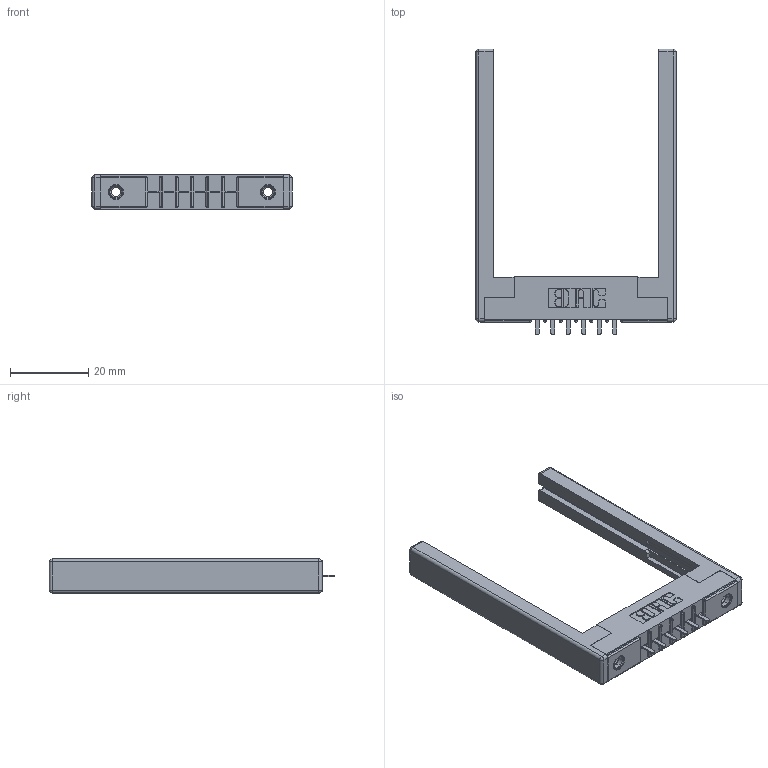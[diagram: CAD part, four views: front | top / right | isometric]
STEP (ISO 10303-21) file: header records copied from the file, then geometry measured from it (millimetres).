
FILE_DESCRIPTION (( 'STEP AP203' ), '1' );
FILE_NAME ('306-006-521-168.STEP', '2019-09-11T18:51:52', ( '' ), ( '' ), 'SwSTEP 2.0', 'SolidWorks 2016', '' );
FILE_SCHEMA (( 'CONFIG_CONTROL_DESIGN' ));
Length unit declared in the file: inch
Products named in the file (5): 306-006-521-168; 307-220-068; 306-290-001_121; 345-250-001_345-250-001-102; 306 Part_.156 Dia
Assembly tree (11 placements, depth 2):
  306-006-521-168
    306 Part_.156 Dia
    306-290-001_121  x6
    345-250-001_345-250-001-102  x2
    307-220-068  x2
Bounding box: 51.21 x 73.18 x 8.71 mm (x, y, z)
Volume: 7968.1 mm3; surface area: 8632.3 mm2
Topology: 11 solids, 11 shells, 690 faces, 1888 edges, 1204 vertices
Faces by surface type: plane 438, cylinder 204, sphere 32, cone 12, torus 4
Entity records: 12974 total; most frequent: CARTESIAN_POINT 2138, DIRECTION 2125, ORIENTED_EDGE 2106, EDGE_CURVE 1053, LINE 799, VECTOR 799, VERTEX_POINT 676, AXIS2_PLACEMENT_3D 663
